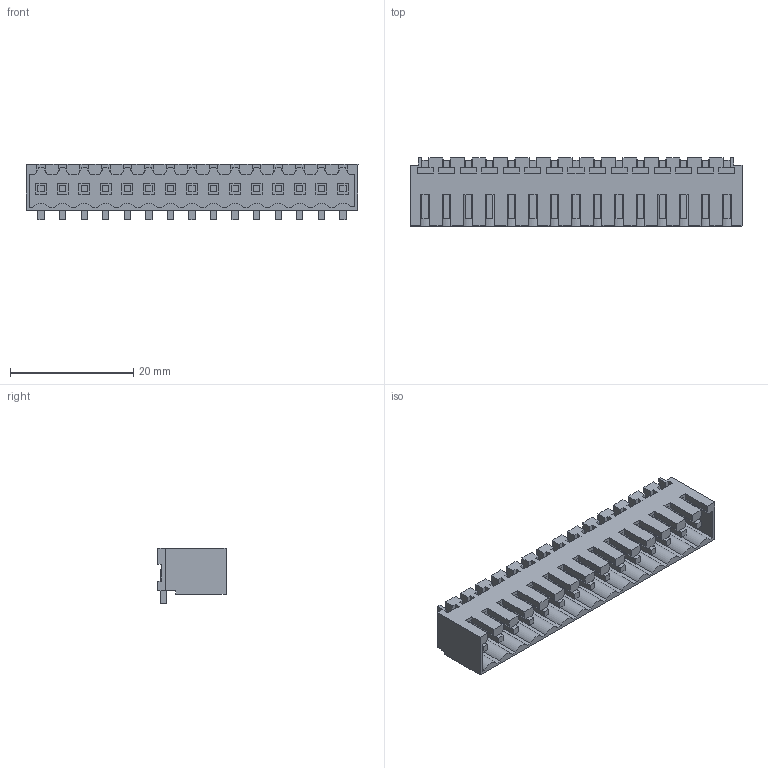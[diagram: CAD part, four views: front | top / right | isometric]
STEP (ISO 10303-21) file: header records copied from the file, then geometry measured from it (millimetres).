
FILE_DESCRIPTION(('CATIA V5 STEP Exchange','CAx-IF Rec.Pracs.--- Model Styling and Organization---1.2---2011-12-15'),'2;1');
FILE_NAME ('D1455629_0_1761672001_1761672001.stp','2018-03-10T13:24:34+00:00',('none'),('Weidmueller'),'CATIA Version 5-6 Release 2014','CATIA V5 STEP AP214','none');
FILE_SCHEMA(('AUTOMOTIVE_DESIGN { 1 0 10303 214 1 1 1 1 }'));
Length unit declared in the file: millimetre
Products named in the file (1): 1761672001
Bounding box: 53.9 x 11.05 x 8.95 mm (x, y, z)
Volume: 1782.6 mm3; surface area: 4908.3 mm2
Topology: 16 solids, 16 shells, 837 faces, 2466 edges, 1676 vertices
Faces by surface type: plane 822, cylinder 15
Entity records: 26229 total; most frequent: ORIENTED_EDGE 4932, CARTESIAN_POINT 4586, DIRECTION 3352, EDGE_CURVE 2466, VECTOR 2436, LINE 2436, VERTEX_POINT 1676, EDGE_LOOP 882
